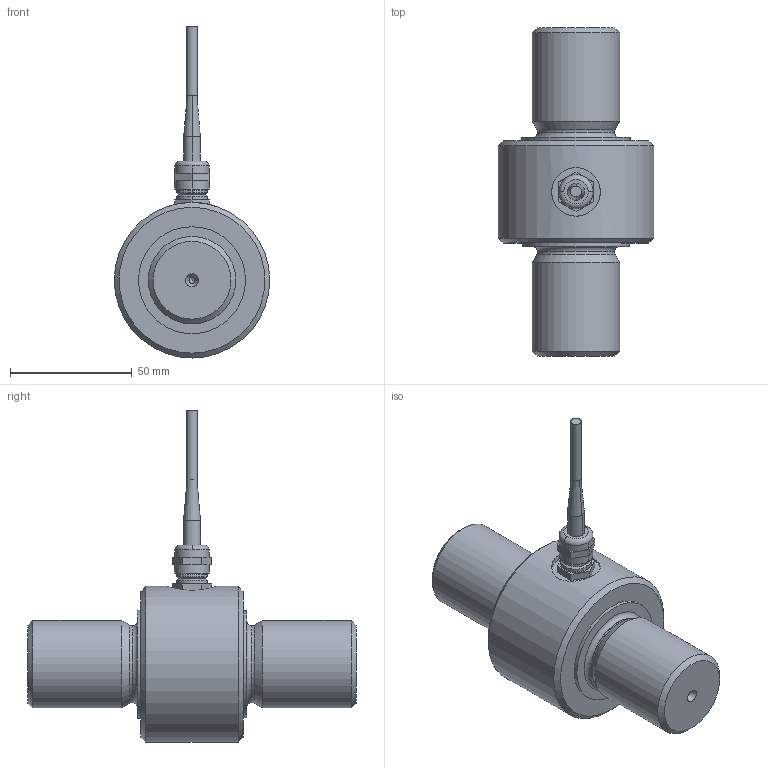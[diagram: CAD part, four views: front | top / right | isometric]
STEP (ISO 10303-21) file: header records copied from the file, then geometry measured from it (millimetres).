
FILE_DESCRIPTION( ( 'Unknown' ), '1' );
FILE_NAME( 'K12-100kN.stp', 'Unknown', ( 'Unknown' ), ( 'Unknown' ), 'PSStep 17.0.49', 'Unknown', ' ' );
FILE_SCHEMA( ( 'AUTOMOTIVE_DESIGN { 1 0 10303 214 1 1 1 1 }' ) );
Length unit declared in the file: millimetre
Products named in the file (4): Assem1; pg7_doc-00007707; 1395-001_doc-00056589; kabeldurchmesser4,5_doc-00036217
Assembly tree (3 placements, depth 2):
  Assem1
    pg7_doc-00007707
    1395-001_doc-00056589
    kabeldurchmesser4,5_doc-00036217
Bounding box: 64 x 135 x 136.57 mm (x, y, z)
Volume: 231489.1 mm3; surface area: 28391.6 mm2
Topology: 3 solids, 3 shells, 101 faces, 219 edges, 135 vertices
Faces by surface type: plane 41, cylinder 29, cone 25, torus 6
Full cylindrical faces by diameter (mm): 2.5 x2, 4.5 x1, 20 x1, 31.6 x2, 36 x2, 44 x1, 44.5 x1, 64 x1
Entity records: 4221 total; most frequent: CARTESIAN_POINT 1609, ORIENTED_EDGE 362, DIRECTION 272, EDGE_CURVE 181, B_SPLINE_CURVE_WITH_KNOTS 150, EDGE_LOOP 138, AXIS2_PLACEMENT_3D 136, VERTEX_POINT 122
